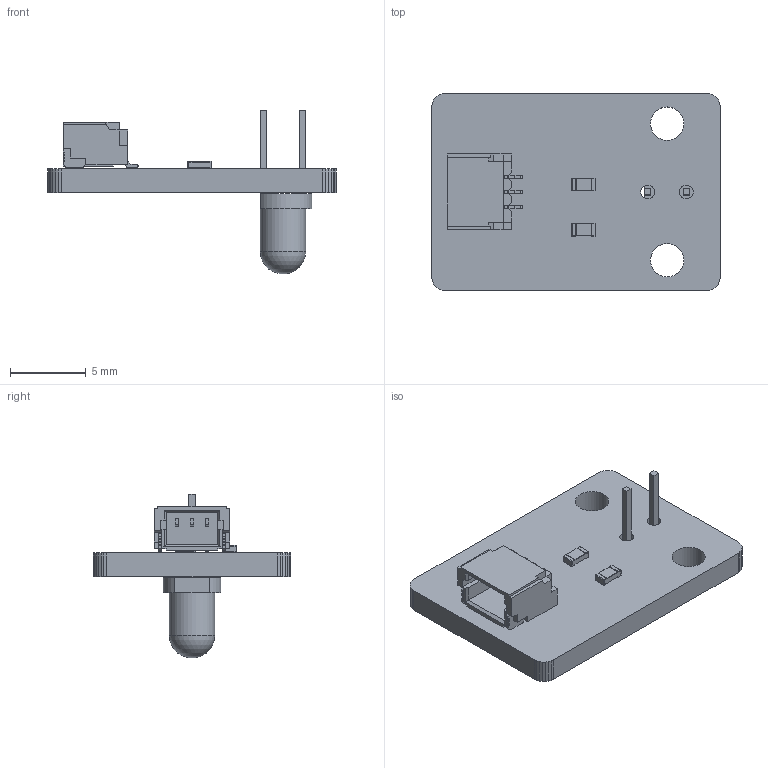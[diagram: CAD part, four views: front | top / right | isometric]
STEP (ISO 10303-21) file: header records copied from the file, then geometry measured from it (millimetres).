
FILE_DESCRIPTION(('KiCad electronic assembly'),'2;1');
FILE_NAME('breakbeam-receiver.step','2023-05-29T12:31:14',('Pcbnew'),( 'Kicad'),'Open CASCADE STEP processor 7.6','KiCad to STEP converter' ,'Unknown');
FILE_SCHEMA(('AUTOMOTIVE_DESIGN { 1 0 10303 214 1 1 1 1 }'));
Length unit declared in the file: millimetre
Products named in the file (8): breakbeam-receiver 1; SM03B-SRSS-TB_LF__SN_; COMPOUND; R_0603_1608Metric; SOLID; LED_D3.0mm; PCB
Assembly tree (8 placements, depth 3):
  breakbeam-receiver 1
    SM03B-SRSS-TB_LF__SN_
      COMPOUND
    R_0603_1608Metric  x2
      SOLID
    LED_D3.0mm
      SOLID
    PCB
Bounding box: 19 x 13 x 10.8 mm (x, y, z)
Volume: 448.3 mm3; surface area: 866.6 mm2
Topology: 11 solids, 11 shells, 326 faces, 895 edges, 590 vertices
Faces by surface type: plane 263, cylinder 62, sphere 1
Full cylindrical faces by diameter (mm): 0.9 x2, 2.2 x2, 3 x1
Entity records: 20980 total; most frequent: CARTESIAN_POINT 3808, DIRECTION 3138, LINE 2263, VECTOR 2263, ORIENTED_EDGE 1656, PCURVE 1656, DEFINITIONAL_REPRESENTATION 1656, EDGE_CURVE 828
